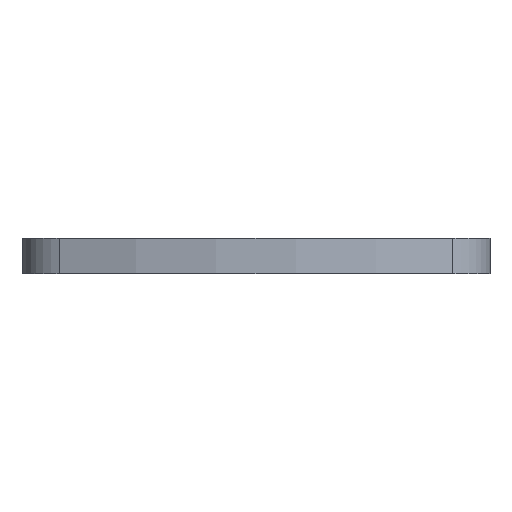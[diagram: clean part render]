
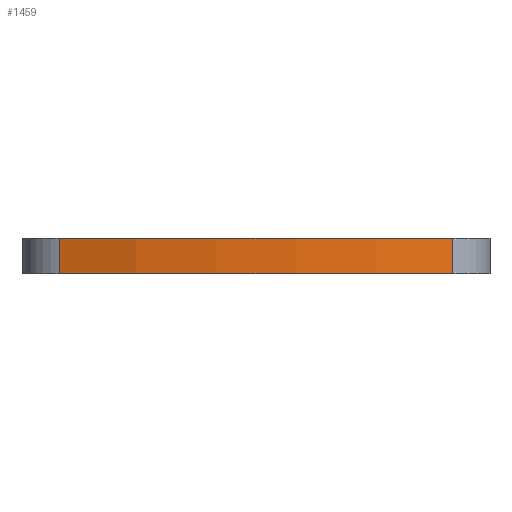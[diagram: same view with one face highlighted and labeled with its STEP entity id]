
A CAD part, left-side view. The second image highlights one B-rep face of the part: STEP entity #1459.
In plain terms, the highlighted cylindrical face has radius 31.757 mm (diameter 63.514 mm), a partial arc.
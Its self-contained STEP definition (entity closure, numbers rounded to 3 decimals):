
#132=FACE_OUTER_BOUND('',#228,.T.);
#228=EDGE_LOOP('',(#1322,#1323,#1324,#1325));
#253=LINE('',#2185,#367);
#334=LINE('',#2490,#448);
#367=VECTOR('',#1730,2.);
#448=VECTOR('',#2035,2.);
#510=CIRCLE('',#1548,31.757);
#543=CIRCLE('',#1590,31.757);
#592=VERTEX_POINT('',#2182);
#593=VERTEX_POINT('',#2184);
#636=VERTEX_POINT('',#2313);
#681=VERTEX_POINT('',#2423);
#746=EDGE_CURVE('',#592,#593,#253,.T.);
#810=EDGE_CURVE('',#636,#592,#510,.T.);
#866=EDGE_CURVE('',#593,#681,#543,.T.);
#902=EDGE_CURVE('',#636,#681,#334,.T.);
#1322=ORIENTED_EDGE('',*,*,#810,.F.);
#1323=ORIENTED_EDGE('',*,*,#902,.T.);
#1324=ORIENTED_EDGE('',*,*,#866,.F.);
#1325=ORIENTED_EDGE('',*,*,#746,.F.);
#1386=CYLINDRICAL_SURFACE('',#1633,31.757);
#1459=ADVANCED_FACE('',(#132),#1386,.T.);
#1548=AXIS2_PLACEMENT_3D('',#2314,#1861,#1862);
#1590=AXIS2_PLACEMENT_3D('',#2424,#1968,#1969);
#1633=AXIS2_PLACEMENT_3D('',#2523,#2086,#2087);
#1730=DIRECTION('',(0.,0.,-1.));
#1861=DIRECTION('center_axis',(0.,0.,
1.));
#1862=DIRECTION('ref_axis',(0.936,-0.351,0.));
#1968=DIRECTION('center_axis',(0.,0.,
-1.));
#1969=DIRECTION('ref_axis',(0.936,-0.351,0.));
#2035=DIRECTION('',(0.,0.,-1.));
#2086=DIRECTION('center_axis',(0.,0.,
-1.));
#2087=DIRECTION('ref_axis',(0.936,-0.351,0.));
#2182=CARTESIAN_POINT('',(-70.367,-11.14,2.));
#2184=CARTESIAN_POINT('',(-70.367,-11.14,0.));
#2185=CARTESIAN_POINT('',(-70.367,-11.14,2.));
#2313=CARTESIAN_POINT('',(-70.367,11.14,2.));
#2314=CARTESIAN_POINT('Origin',(-40.628,0.,
2.));
#2423=CARTESIAN_POINT('',(-70.367,11.14,0.));
#2424=CARTESIAN_POINT('Origin',(-40.628,0.,
0.));
#2490=CARTESIAN_POINT('',(-70.367,11.14,2.));
#2523=CARTESIAN_POINT('Origin',(-40.628,0.,
2.));
